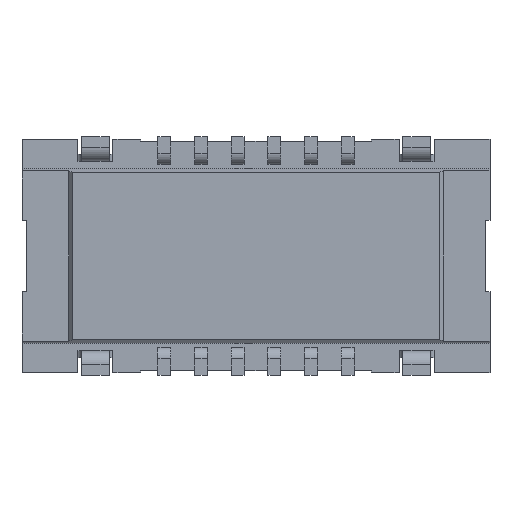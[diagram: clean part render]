
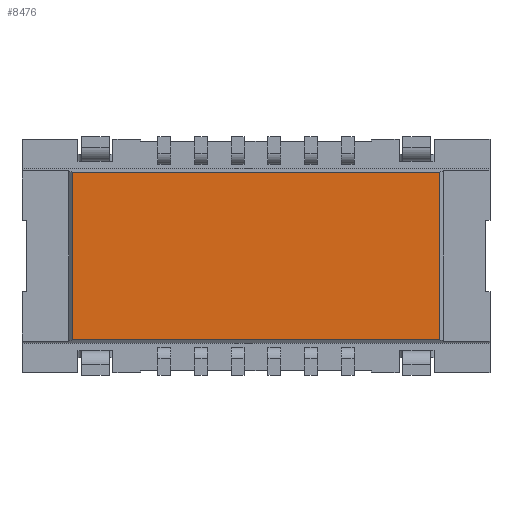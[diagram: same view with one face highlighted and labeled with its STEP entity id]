
A CAD part, front view. The second image highlights one B-rep face of the part: STEP entity #8476.
In plain terms, the highlighted planar face has unit normal (0, -1, 0).
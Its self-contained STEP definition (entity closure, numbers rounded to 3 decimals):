
#758=FACE_OUTER_BOUND('',#1221,.T.);
#1221=EDGE_LOOP('',(#6437,#6438,#6439,#6440));
#1593=LINE('',#11905,#2579);
#2052=LINE('',#12926,#3038);
#2054=LINE('',#12929,#3040);
#2055=LINE('',#12931,#3041);
#2579=VECTOR('',#9529,4.);
#3038=VECTOR('',#10350,4.);
#3040=VECTOR('',#10354,1.82);
#3041=VECTOR('',#10357,1.82);
#3562=VERTEX_POINT('',#11902);
#3563=VERTEX_POINT('',#11904);
#3943=VERTEX_POINT('',#12923);
#3944=VERTEX_POINT('',#12925);
#4373=EDGE_CURVE('',#3562,#3563,#1593,.T.);
#4885=EDGE_CURVE('',#3944,#3943,#2052,.T.);
#4887=EDGE_CURVE('',#3562,#3944,#2054,.T.);
#4888=EDGE_CURVE('',#3563,#3943,#2055,.T.);
#6437=ORIENTED_EDGE('',*,*,#4888,.F.);
#6438=ORIENTED_EDGE('',*,*,#4373,.F.);
#6439=ORIENTED_EDGE('',*,*,#4887,.T.);
#6440=ORIENTED_EDGE('',*,*,#4885,.T.);
#8116=PLANE('',#8993);
#8476=ADVANCED_FACE('',(#758),#8116,.T.);
#8993=AXIS2_PLACEMENT_3D('',#12930,#10355,#10356);
#9529=DIRECTION('',(1.,0.,0.));
#10350=DIRECTION('',(1.,0.,0.));
#10354=DIRECTION('',(0.,0.,-1.));
#10355=DIRECTION('center_axis',(0.,-1.,0.));
#10356=DIRECTION('ref_axis',(0.,0.,-1.));
#10357=DIRECTION('',(0.,0.,-1.));
#11902=CARTESIAN_POINT('',(-2.,0.02,0.91));
#11904=CARTESIAN_POINT('',(2.,0.02,0.91));
#11905=CARTESIAN_POINT('',(-2.,0.02,0.91));
#12923=CARTESIAN_POINT('',(2.,0.02,-0.91));
#12925=CARTESIAN_POINT('',(-2.,0.02,-0.91));
#12926=CARTESIAN_POINT('',(-2.,0.02,-0.91));
#12929=CARTESIAN_POINT('',(-2.,0.02,0.91));
#12930=CARTESIAN_POINT('Origin',(-2.55,0.02,0.91));
#12931=CARTESIAN_POINT('',(2.,0.02,0.91));
